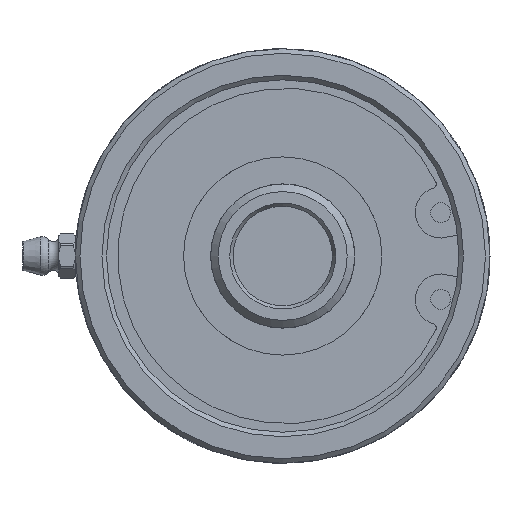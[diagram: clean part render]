
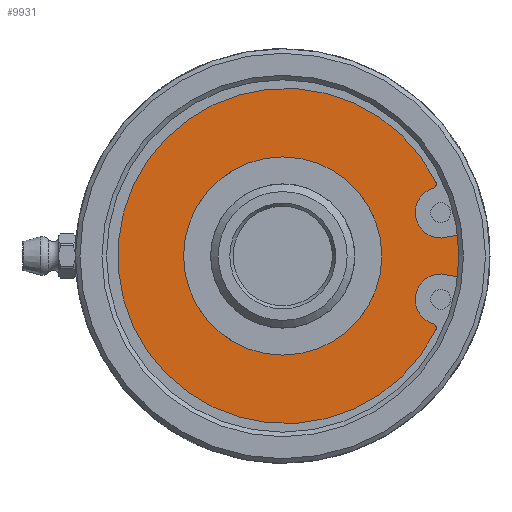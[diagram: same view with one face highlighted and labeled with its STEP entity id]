
A CAD part, left-side view. The second image highlights one B-rep face of the part: STEP entity #9931.
In plain terms, the highlighted planar face has unit normal (-1, 0, 0).
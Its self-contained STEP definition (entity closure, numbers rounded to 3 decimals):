
#461=FACE_BOUND('',#3264,.T.);
#826=LINE('',#67925,#1294);
#831=LINE('',#67940,#1299);
#1294=VECTOR('',#11936,10.);
#1299=VECTOR('',#11943,10.);
#2651=FACE_OUTER_BOUND('',#3263,.T.);
#3263=EDGE_LOOP('',(#8462,#8463,#8464,#8465,#8466,#8467,#8468,#8469));
#3264=EDGE_LOOP('',(#8470,#8471));
#3651=CIRCLE('',#10480,0.858);
#3653=CIRCLE('',#10483,29.517);
#3655=CIRCLE('',#10486,0.858);
#3657=CIRCLE('',#10489,4.474);
#3659=CIRCLE('',#10492,4.474);
#3722=CIRCLE('',#10602,33.45);
#3723=CIRCLE('',#10603,17.4);
#3724=CIRCLE('',#10604,17.4);
#4524=VERTEX_POINT('',#67922);
#4525=VERTEX_POINT('',#67924);
#4530=VERTEX_POINT('',#67937);
#4531=VERTEX_POINT('',#67939);
#4538=VERTEX_POINT('',#67958);
#4539=VERTEX_POINT('',#67960);
#4541=VERTEX_POINT('',#67966);
#4543=VERTEX_POINT('',#67972);
#4628=VERTEX_POINT('',#68341);
#4629=VERTEX_POINT('',#68342);
#5800=EDGE_CURVE('',#4525,#4524,#826,.T.);
#5806=EDGE_CURVE('',#4531,#4530,#831,.T.);
#5816=EDGE_CURVE('',#4539,#4538,#3651,.T.);
#5820=EDGE_CURVE('',#4538,#4541,#3653,.T.);
#5823=EDGE_CURVE('',#4541,#4543,#3655,.T.);
#5825=EDGE_CURVE('',#4543,#4525,#3657,.T.);
#5827=EDGE_CURVE('',#4530,#4539,#3659,.T.);
#5957=EDGE_CURVE('',#4524,#4531,#3722,.T.);
#5958=EDGE_CURVE('',#4628,#4629,#3723,.T.);
#5959=EDGE_CURVE('',#4629,#4628,#3724,.T.);
#8462=ORIENTED_EDGE('',*,*,#5800,.T.);
#8463=ORIENTED_EDGE('',*,*,#5957,.T.);
#8464=ORIENTED_EDGE('',*,*,#5806,.T.);
#8465=ORIENTED_EDGE('',*,*,#5827,.T.);
#8466=ORIENTED_EDGE('',*,*,#5816,.T.);
#8467=ORIENTED_EDGE('',*,*,#5820,.T.);
#8468=ORIENTED_EDGE('',*,*,#5823,.T.);
#8469=ORIENTED_EDGE('',*,*,#5825,.T.);
#8470=ORIENTED_EDGE('',*,*,#5958,.T.);
#8471=ORIENTED_EDGE('',*,*,#5959,.T.);
#9508=PLANE('',#10601);
#9931=ADVANCED_FACE('',(#2651,#461),#9508,.F.);
#10480=AXIS2_PLACEMENT_3D('',#67961,#11964,#11965);
#10483=AXIS2_PLACEMENT_3D('',#67968,#11972,#11973);
#10486=AXIS2_PLACEMENT_3D('',#67974,#11979,#11980);
#10489=AXIS2_PLACEMENT_3D('',#67977,#11985,#11986);
#10492=AXIS2_PLACEMENT_3D('',#67980,#11991,#11992);
#10601=AXIS2_PLACEMENT_3D('',#68339,#12240,#12241);
#10602=AXIS2_PLACEMENT_3D('',#68340,#12242,#12243);
#10603=AXIS2_PLACEMENT_3D('',#68343,#12244,#12245);
#10604=AXIS2_PLACEMENT_3D('',#68344,#12246,#12247);
#11936=DIRECTION('',(0.,-0.985,-0.174));
#11943=DIRECTION('',(0.,0.985,-0.174));
#11964=DIRECTION('center_axis',(-1.,0.,0.));
#11965=DIRECTION('ref_axis',(0.,-0.854,0.52));
#11972=DIRECTION('center_axis',(-1.,0.,0.));
#11973=DIRECTION('ref_axis',(0.,-0.896,-0.445));
#11979=DIRECTION('center_axis',(-1.,0.,0.));
#11980=DIRECTION('ref_axis',(0.,-0.492,0.871));
#11985=DIRECTION('center_axis',(1.,0.,0.));
#11986=DIRECTION('ref_axis',(0.,-0.27,0.963));
#11991=DIRECTION('center_axis',(1.,0.,0.));
#11992=DIRECTION('ref_axis',(0.,0.046,0.999));
#12240=DIRECTION('center_axis',(1.,0.,0.));
#12241=DIRECTION('ref_axis',(0.,0.,-1.));
#12242=DIRECTION('center_axis',(-1.,0.,0.));
#12243=DIRECTION('ref_axis',(0.,1.,0.));
#12244=DIRECTION('center_axis',(1.,0.,0.));
#12245=DIRECTION('ref_axis',(0.,-1.,0.));
#12246=DIRECTION('center_axis',(1.,0.,0.));
#12247=DIRECTION('ref_axis',(0.,-1.,0.));
#67922=CARTESIAN_POINT('',(5.78,-33.2,-4.081));
#67924=CARTESIAN_POINT('',(5.78,-28.015,-3.167));
#67925=CARTESIAN_POINT('',(5.78,-5.744,0.76));
#67937=CARTESIAN_POINT('',(5.78,-28.015,3.167));
#67939=CARTESIAN_POINT('',(5.78,-33.2,4.081));
#67940=CARTESIAN_POINT('',(5.78,-2.412,-1.347));
#67958=CARTESIAN_POINT('',(5.78,-26.912,13.137));
#67960=CARTESIAN_POINT('',(5.78,-26.601,11.943));
#67961=CARTESIAN_POINT('Origin',(5.78,-26.179,12.69));
#67966=CARTESIAN_POINT('',(5.78,-26.912,-13.137));
#67968=CARTESIAN_POINT('Origin',(5.78,-0.479,0.));
#67972=CARTESIAN_POINT('',(5.78,-26.601,-11.943));
#67974=CARTESIAN_POINT('Origin',(5.78,-26.179,-12.69));
#67977=CARTESIAN_POINT('Origin',(5.78,-27.811,-7.636));
#67980=CARTESIAN_POINT('Origin',(5.78,-27.811,7.636));
#68339=CARTESIAN_POINT('Origin',(5.78,24.225,0.));
#68340=CARTESIAN_POINT('Origin',(5.78,0.,0.));
#68341=CARTESIAN_POINT('',(5.78,-17.4,0.));
#68342=CARTESIAN_POINT('',(5.78,17.4,0.));
#68343=CARTESIAN_POINT('Origin',(5.78,0.,
0.));
#68344=CARTESIAN_POINT('Origin',(5.78,0.,
0.));
